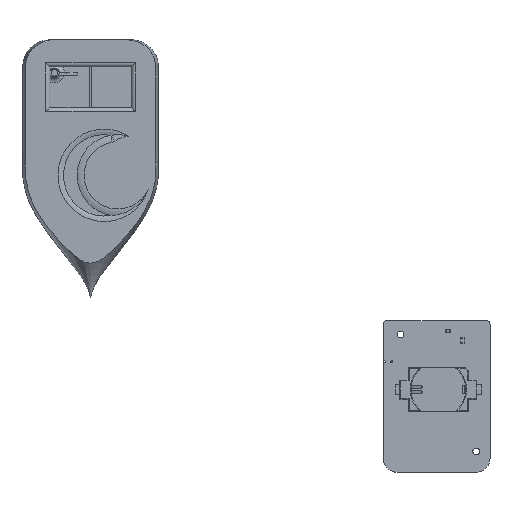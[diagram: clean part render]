
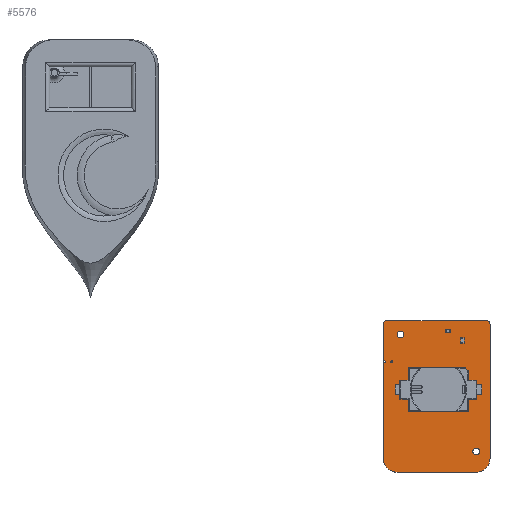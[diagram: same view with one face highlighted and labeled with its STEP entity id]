
A CAD part, top view. The second image highlights one B-rep face of the part: STEP entity #5576.
In plain terms, the highlighted planar face has unit normal (0, 0, 1).
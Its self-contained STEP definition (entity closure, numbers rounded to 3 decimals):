
#102=FACE_BOUND('',#932,.T.);
#103=FACE_BOUND('',#933,.T.);
#104=FACE_BOUND('',#934,.T.);
#105=FACE_BOUND('',#935,.T.);
#172=CIRCLE('',#6023,1.268);
#181=CIRCLE('',#6036,1.268);
#182=CIRCLE('',#6037,5.078);
#183=CIRCLE('',#6038,5.078);
#184=CIRCLE('',#6039,1.25);
#185=CIRCLE('',#6040,0.375);
#186=CIRCLE('',#6041,0.375);
#187=CIRCLE('',#6042,1.25);
#614=FACE_OUTER_BOUND('',#931,.T.);
#931=EDGE_LOOP('',(#4369,#4370,#4371,#4372,#4373,#4374,#4375,#4376,#4377,
#4378,#4379,#4380));
#932=EDGE_LOOP('',(#4381));
#933=EDGE_LOOP('',(#4382));
#934=EDGE_LOOP('',(#4383));
#935=EDGE_LOOP('',(#4384));
#1445=LINE('',#8808,#1993);
#1447=LINE('',#8812,#1995);
#1456=LINE('',#8844,#2004);
#1457=LINE('',#8848,#2005);
#1458=LINE('',#8850,#2006);
#1459=LINE('',#8854,#2007);
#1460=LINE('',#8856,#2008);
#1461=LINE('',#8859,#2009);
#1993=VECTOR('',#7147,1.);
#1995=VECTOR('',#7151,1.);
#2004=VECTOR('',#7178,1.);
#2005=VECTOR('',#7181,1.);
#2006=VECTOR('',#7182,1.);
#2007=VECTOR('',#7185,1.);
#2008=VECTOR('',#7186,1.);
#2009=VECTOR('',#7189,1.);
#2461=VERTEX_POINT('',#8797);
#2462=VERTEX_POINT('',#8799);
#2465=VERTEX_POINT('',#8806);
#2466=VERTEX_POINT('',#8811);
#2480=VERTEX_POINT('',#8843);
#2481=VERTEX_POINT('',#8845);
#2482=VERTEX_POINT('',#8847);
#2483=VERTEX_POINT('',#8849);
#2484=VERTEX_POINT('',#8851);
#2485=VERTEX_POINT('',#8853);
#2486=VERTEX_POINT('',#8855);
#2487=VERTEX_POINT('',#8857);
#2488=VERTEX_POINT('',#8860);
#2489=VERTEX_POINT('',#8862);
#2490=VERTEX_POINT('',#8864);
#2491=VERTEX_POINT('',#8866);
#3124=EDGE_CURVE('',#2461,#2462,#172,.T.);
#3128=EDGE_CURVE('',#2465,#2461,#1445,.T.);
#3130=EDGE_CURVE('',#2462,#2466,#1447,.T.);
#3146=EDGE_CURVE('',#2480,#2465,#1456,.T.);
#3147=EDGE_CURVE('',#2481,#2480,#181,.T.);
#3148=EDGE_CURVE('',#2482,#2481,#1457,.T.);
#3149=EDGE_CURVE('',#2483,#2482,#1458,.T.);
#3150=EDGE_CURVE('',#2484,#2483,#182,.T.);
#3151=EDGE_CURVE('',#2485,#2484,#1459,.T.);
#3152=EDGE_CURVE('',#2486,#2485,#1460,.T.);
#3153=EDGE_CURVE('',#2487,#2486,#183,.T.);
#3154=EDGE_CURVE('',#2466,#2487,#1461,.T.);
#3155=EDGE_CURVE('',#2488,#2488,#184,.T.);
#3156=EDGE_CURVE('',#2489,#2489,#185,.T.);
#3157=EDGE_CURVE('',#2490,#2490,#186,.T.);
#3158=EDGE_CURVE('',#2491,#2491,#187,.T.);
#4369=ORIENTED_EDGE('',*,*,#3124,.F.);
#4370=ORIENTED_EDGE('',*,*,#3128,.F.);
#4371=ORIENTED_EDGE('',*,*,#3146,.F.);
#4372=ORIENTED_EDGE('',*,*,#3147,.F.);
#4373=ORIENTED_EDGE('',*,*,#3148,.F.);
#4374=ORIENTED_EDGE('',*,*,#3149,.F.);
#4375=ORIENTED_EDGE('',*,*,#3150,.F.);
#4376=ORIENTED_EDGE('',*,*,#3151,.F.);
#4377=ORIENTED_EDGE('',*,*,#3152,.F.);
#4378=ORIENTED_EDGE('',*,*,#3153,.F.);
#4379=ORIENTED_EDGE('',*,*,#3154,.F.);
#4380=ORIENTED_EDGE('',*,*,#3130,.F.);
#4381=ORIENTED_EDGE('',*,*,#3155,.T.);
#4382=ORIENTED_EDGE('',*,*,#3156,.T.);
#4383=ORIENTED_EDGE('',*,*,#3157,.T.);
#4384=ORIENTED_EDGE('',*,*,#3158,.T.);
#5153=PLANE('',#6035);
#5576=ADVANCED_FACE('',(#614,#102,#103,#104,#105),#5153,.T.);
#6023=AXIS2_PLACEMENT_3D('',#8800,#7139,#7140);
#6035=AXIS2_PLACEMENT_3D('',#8842,#7176,#7177);
#6036=AXIS2_PLACEMENT_3D('',#8846,#7179,#7180);
#6037=AXIS2_PLACEMENT_3D('',#8852,#7183,#7184);
#6038=AXIS2_PLACEMENT_3D('',#8858,#7187,#7188);
#6039=AXIS2_PLACEMENT_3D('',#8861,#7190,#7191);
#6040=AXIS2_PLACEMENT_3D('',#8863,#7192,#7193);
#6041=AXIS2_PLACEMENT_3D('',#8865,#7194,#7195);
#6042=AXIS2_PLACEMENT_3D('',#8867,#7196,#7197);
#7139=DIRECTION('center_axis',(0.,0.,-1.));
#7140=DIRECTION('ref_axis',(-0.003,1.,0.));
#7147=DIRECTION('',(1.,0.,0.));
#7151=DIRECTION('',(0.022,-1.,0.));
#7176=DIRECTION('center_axis',(0.,0.,1.));
#7177=DIRECTION('ref_axis',(1.,0.,0.));
#7178=DIRECTION('',(1.,0.022,0.));
#7179=DIRECTION('center_axis',(0.,0.,-1.));
#7180=DIRECTION('ref_axis',(-1.,-0.003,0.));
#7181=DIRECTION('',(0.,1.,0.));
#7182=DIRECTION('',(-0.011,1.,0.));
#7183=DIRECTION('center_axis',(0.,0.,-1.));
#7184=DIRECTION('ref_axis',(0.001,-1.,0.));
#7185=DIRECTION('',(-1.,0.,0.));
#7186=DIRECTION('',(-1.,-0.011,0.));
#7187=DIRECTION('center_axis',(0.,0.,-1.));
#7188=DIRECTION('ref_axis',(1.,0.001,0.));
#7189=DIRECTION('',(0.,-1.,0.));
#7190=DIRECTION('center_axis',(0.,0.,-1.));
#7191=DIRECTION('ref_axis',(0.,-1.,0.));
#7192=DIRECTION('center_axis',(0.,0.,-1.));
#7193=DIRECTION('ref_axis',(0.,-1.,0.));
#7194=DIRECTION('center_axis',(0.,0.,-1.));
#7195=DIRECTION('ref_axis',(0.,-1.,0.));
#7196=DIRECTION('center_axis',(0.,0.,-1.));
#7197=DIRECTION('ref_axis',(0.,-1.,0.));
#8797=CARTESIAN_POINT('',(146.05,-68.58,1.6));
#8799=CARTESIAN_POINT('',(147.318,-69.739,1.6));
#8800=CARTESIAN_POINT('Origin',(146.054,-69.848,1.6));
#8806=CARTESIAN_POINT('',(109.22,-68.58,1.6));
#8808=CARTESIAN_POINT('',(109.22,-68.58,1.6));
#8811=CARTESIAN_POINT('',(147.32,-69.85,1.6));
#8812=CARTESIAN_POINT('',(147.318,-69.739,1.6));
#8842=CARTESIAN_POINT('Origin',(0.,0.,1.6));
#8843=CARTESIAN_POINT('',(109.109,-68.582,1.6));
#8844=CARTESIAN_POINT('',(109.109,-68.582,1.6));
#8845=CARTESIAN_POINT('',(107.95,-69.85,1.6));
#8846=CARTESIAN_POINT('Origin',(109.218,-69.846,1.6));
#8847=CARTESIAN_POINT('',(107.95,-119.38,1.6));
#8848=CARTESIAN_POINT('',(107.95,-119.38,1.6));
#8849=CARTESIAN_POINT('',(107.952,-119.602,1.6));
#8850=CARTESIAN_POINT('',(107.952,-119.602,1.6));
#8851=CARTESIAN_POINT('',(113.03,-124.46,1.6));
#8852=CARTESIAN_POINT('Origin',(113.026,-119.382,1.6));
#8853=CARTESIAN_POINT('',(142.24,-124.46,1.6));
#8854=CARTESIAN_POINT('',(142.24,-124.46,1.6));
#8855=CARTESIAN_POINT('',(142.462,-124.458,1.6));
#8856=CARTESIAN_POINT('',(142.462,-124.458,1.6));
#8857=CARTESIAN_POINT('',(147.32,-119.38,1.6));
#8858=CARTESIAN_POINT('Origin',(142.242,-119.384,1.6));
#8859=CARTESIAN_POINT('',(147.32,-69.85,1.6));
#8860=CARTESIAN_POINT('',(142.24,-115.59,1.6));
#8861=CARTESIAN_POINT('Origin',(142.24,-116.84,1.6));
#8862=CARTESIAN_POINT('',(108.345,-83.36,1.6));
#8863=CARTESIAN_POINT('Origin',(108.345,-83.735,1.6));
#8864=CARTESIAN_POINT('',(111.095,-83.36,1.6));
#8865=CARTESIAN_POINT('Origin',(111.095,-83.735,1.6));
#8866=CARTESIAN_POINT('',(114.3,-72.41,1.6));
#8867=CARTESIAN_POINT('Origin',(114.3,-73.66,1.6));
